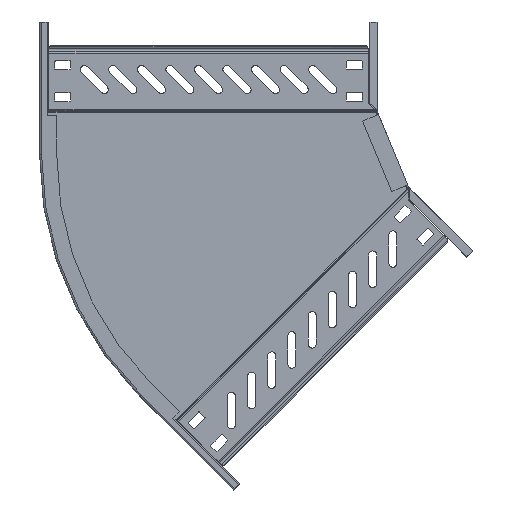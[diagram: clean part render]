
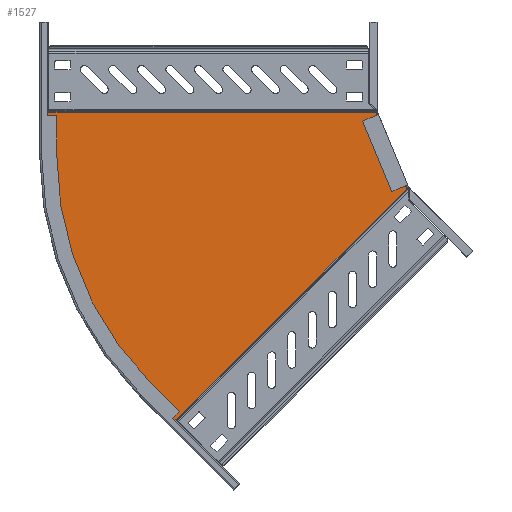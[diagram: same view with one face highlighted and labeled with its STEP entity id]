
A CAD part, front view. The second image highlights one B-rep face of the part: STEP entity #1527.
In plain terms, the highlighted planar face has unit normal (0, -1, 0).
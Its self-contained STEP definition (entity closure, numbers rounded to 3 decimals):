
#60 = LINE ( 'NONE', #3461, #8777 ) ;
#157 = VERTEX_POINT ( 'NONE', #10701 ) ;
#342 = EDGE_CURVE ( 'NONE', #10540, #10458, #1456, .T. ) ;
#445 = LINE ( 'NONE', #10765, #7304 ) ;
#501 = EDGE_LOOP ( 'NONE', ( #1750, #6148, #8337, #8877, #7057, #9905, #10700, #8168, #10708, #7925, #1924, #4711 ) ) ;
#585 = VERTEX_POINT ( 'NONE', #1361 ) ;
#671 = CARTESIAN_POINT ( 'NONE',  ( -218.784, -0.75, -214.162 ) ) ;
#1038 = DIRECTION ( 'NONE',  ( -0.707, 0., -0.707 ) ) ;
#1125 = DIRECTION ( 'NONE',  ( 0., 0., -1. ) ) ;
#1144 = VERTEX_POINT ( 'NONE', #7634 ) ;
#1182 = CARTESIAN_POINT ( 'NONE',  ( -7.889, -0.75, -3.268 ) ) ;
#1238 = EDGE_CURVE ( 'NONE', #6770, #7928, #5501, .T. ) ;
#1275 = EDGE_CURVE ( 'NONE', #585, #9362, #3165, .T. ) ;
#1361 = CARTESIAN_POINT ( 'NONE',  ( 14.117, -0.75, -33.405 ) ) ;
#1403 = DIRECTION ( 'NONE',  ( -0.707, 0., 0.707 ) ) ;
#1412 = EDGE_CURVE ( 'NONE', #4502, #7054, #445, .T. ) ;
#1456 = LINE ( 'NONE', #4906, #5838 ) ;
#1527 = ADVANCED_FACE ( 'NONE', ( #5980 ), #4325, .T. ) ;
#1530 = VECTOR ( 'NONE', #5647, 1000. ) ;
#1547 = DIRECTION ( 'NONE',  ( -1., 0., 0. ) ) ;
#1626 = CARTESIAN_POINT ( 'NONE',  ( -299.639, -0.75, 32.928 ) ) ;
#1750 = ORIENTED_EDGE ( 'NONE', *, *, #5619, .F. ) ;
#1764 = CARTESIAN_POINT ( 'NONE',  ( 13.639, -0.75, -32.928 ) ) ;
#1781 = DIRECTION ( 'NONE',  ( -0.707, 0., -0.707 ) ) ;
#1809 = CARTESIAN_POINT ( 'NONE',  ( -306.139, -0.75, 32.928 ) ) ;
#1893 = CARTESIAN_POINT ( 'NONE',  ( 18.183, -0.75, -29.339 ) ) ;
#1924 = ORIENTED_EDGE ( 'NONE', *, *, #1275, .T. ) ;
#2330 = VERTEX_POINT ( 'NONE', #1809 ) ;
#2475 = DIRECTION ( 'NONE',  ( 0.707, 0., -0.707 ) ) ;
#2575 = VERTEX_POINT ( 'NONE', #9221 ) ;
#2591 = CARTESIAN_POINT ( 'NONE',  ( -7.889, -0.75, -3.268 ) ) ;
#2678 = CARTESIAN_POINT ( 'NONE',  ( -193.19, -0.75, -239.756 ) ) ;
#2700 = CARTESIAN_POINT ( 'NONE',  ( -188.593, -0.75, -235.16 ) ) ;
#2786 = AXIS2_PLACEMENT_3D ( 'NONE', #2591, #6780, #8525 ) ;
#3165 = LINE ( 'NONE', #6617, #1530 ) ;
#3461 = CARTESIAN_POINT ( 'NONE',  ( -13.639, -0.75, 32.928 ) ) ;
#4135 = EDGE_CURVE ( 'NONE', #6770, #1144, #8573, .T. ) ;
#4159 = CARTESIAN_POINT ( 'NONE',  ( -306.139, -0.75, -3.268 ) ) ;
#4209 = EDGE_CURVE ( 'NONE', #157, #9362, #6820, .T. ) ;
#4302 = DIRECTION ( 'NONE',  ( 0., 0., -1. ) ) ;
#4314 = DIRECTION ( 'NONE',  ( 0.383, 0., -0.924 ) ) ;
#4325 = PLANE ( 'NONE',  #2786 ) ;
#4502 = VERTEX_POINT ( 'NONE', #11113 ) ;
#4537 = VECTOR ( 'NONE', #8065, 1000. ) ;
#4552 = CARTESIAN_POINT ( 'NONE',  ( -299.639, -0.75, 33.603 ) ) ;
#4611 = CARTESIAN_POINT ( 'NONE',  ( -7.889, -0.75, 33.603 ) ) ;
#4711 = ORIENTED_EDGE ( 'NONE', *, *, #4209, .F. ) ;
#4849 = LINE ( 'NONE', #4159, #5094 ) ;
#4906 = CARTESIAN_POINT ( 'NONE',  ( -299.639, -0.75, 85.428 ) ) ;
#5094 = VECTOR ( 'NONE', #6718, 1000. ) ;
#5126 = VECTOR ( 'NONE', #1547, 1000. ) ;
#5317 = DIRECTION ( 'NONE',  ( 0., 1., 0. ) ) ;
#5501 = CIRCLE ( 'NONE', #10572, 298.25 ) ;
#5619 = EDGE_CURVE ( 'NONE', #2575, #157, #60, .T. ) ;
#5647 = DIRECTION ( 'NONE',  ( -0.707, 0., 0.707 ) ) ;
#5838 = VECTOR ( 'NONE', #6720, 1000. ) ;
#5951 = VECTOR ( 'NONE', #4314, 1000. ) ;
#5980 = FACE_OUTER_BOUND ( 'NONE', #501, .T. ) ;
#6148 = ORIENTED_EDGE ( 'NONE', *, *, #10665, .T. ) ;
#6247 = EDGE_CURVE ( 'NONE', #7054, #1144, #8797, .T. ) ;
#6248 = LINE ( 'NONE', #1893, #9830 ) ;
#6617 = CARTESIAN_POINT ( 'NONE',  ( 13.639, -0.75, -32.928 ) ) ;
#6718 = DIRECTION ( 'NONE',  ( 0., 0., 1. ) ) ;
#6720 = DIRECTION ( 'NONE',  ( 0., 0., -1. ) ) ;
#6770 = VERTEX_POINT ( 'NONE', #671 ) ;
#6780 = DIRECTION ( 'NONE',  ( 0., -1., 0. ) ) ;
#6820 = LINE ( 'NONE', #10449, #5951 ) ;
#6852 = LINE ( 'NONE', #6907, #5126 ) ;
#6907 = CARTESIAN_POINT ( 'NONE',  ( -306.139, -0.75, 32.928 ) ) ;
#7054 = VERTEX_POINT ( 'NONE', #2700 ) ;
#7057 = ORIENTED_EDGE ( 'NONE', *, *, #9929, .F. ) ;
#7304 = VECTOR ( 'NONE', #1403, 1000. ) ;
#7634 = CARTESIAN_POINT ( 'NONE',  ( -193.19, -0.75, -239.756 ) ) ;
#7925 = ORIENTED_EDGE ( 'NONE', *, *, #8984, .F. ) ;
#7928 = VERTEX_POINT ( 'NONE', #9645 ) ;
#8065 = DIRECTION ( 'NONE',  ( -1., 0., 0. ) ) ;
#8168 = ORIENTED_EDGE ( 'NONE', *, *, #6247, .F. ) ;
#8337 = ORIENTED_EDGE ( 'NONE', *, *, #342, .T. ) ;
#8428 = VECTOR ( 'NONE', #1781, 1000. ) ;
#8476 = VECTOR ( 'NONE', #2475, 1000. ) ;
#8525 = DIRECTION ( 'NONE',  ( 0., 0., -1. ) ) ;
#8573 = LINE ( 'NONE', #9428, #8476 ) ;
#8777 = VECTOR ( 'NONE', #4302, 1000. ) ;
#8797 = LINE ( 'NONE', #2678, #8428 ) ;
#8877 = ORIENTED_EDGE ( 'NONE', *, *, #9265, .T. ) ;
#8984 = EDGE_CURVE ( 'NONE', #585, #4502, #6248, .T. ) ;
#9221 = CARTESIAN_POINT ( 'NONE',  ( -13.639, -0.75, 33.603 ) ) ;
#9265 = EDGE_CURVE ( 'NONE', #10458, #2330, #6852, .T. ) ;
#9362 = VERTEX_POINT ( 'NONE', #1764 ) ;
#9428 = CARTESIAN_POINT ( 'NONE',  ( -218.784, -0.75, -214.162 ) ) ;
#9645 = CARTESIAN_POINT ( 'NONE',  ( -306.139, -0.75, -3.268 ) ) ;
#9830 = VECTOR ( 'NONE', #1038, 1000. ) ;
#9905 = ORIENTED_EDGE ( 'NONE', *, *, #1238, .F. ) ;
#9929 = EDGE_CURVE ( 'NONE', #7928, #2330, #4849, .T. ) ;
#10449 = CARTESIAN_POINT ( 'NONE',  ( -8.802, -0.75, 21.249 ) ) ;
#10458 = VERTEX_POINT ( 'NONE', #1626 ) ;
#10540 = VERTEX_POINT ( 'NONE', #4552 ) ;
#10572 = AXIS2_PLACEMENT_3D ( 'NONE', #1182, #5317, #1125 ) ;
#10636 = LINE ( 'NONE', #4611, #4537 ) ;
#10665 = EDGE_CURVE ( 'NONE', #2575, #10540, #10636, .T. ) ;
#10700 = ORIENTED_EDGE ( 'NONE', *, *, #4135, .T. ) ;
#10701 = CARTESIAN_POINT ( 'NONE',  ( -13.639, -0.75, 32.928 ) ) ;
#10708 = ORIENTED_EDGE ( 'NONE', *, *, #1412, .F. ) ;
#10765 = CARTESIAN_POINT ( 'NONE',  ( -151.47, -0.75, -272.283 ) ) ;
#11113 = CARTESIAN_POINT ( 'NONE',  ( -188.116, -0.75, -235.638 ) ) ;
